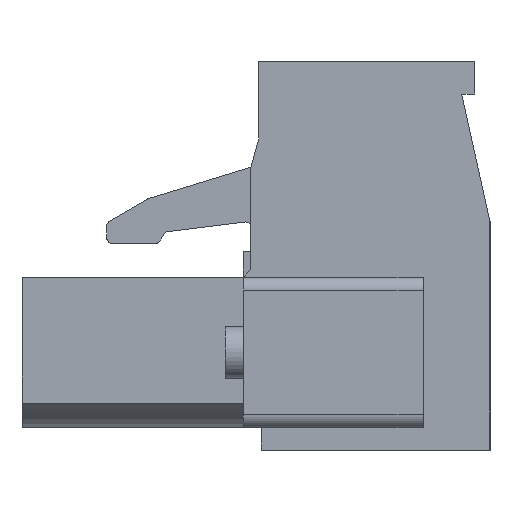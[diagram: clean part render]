
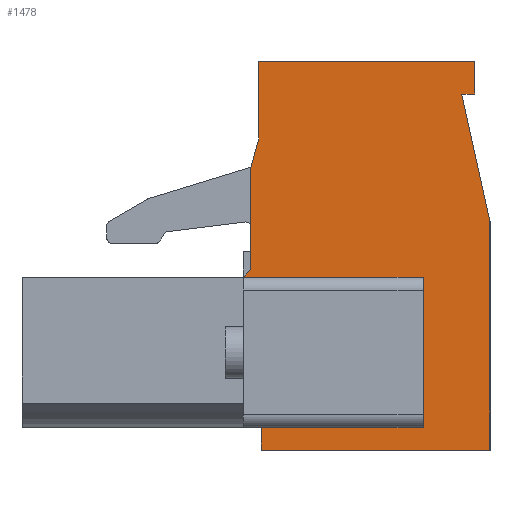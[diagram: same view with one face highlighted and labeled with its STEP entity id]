
A CAD part, left-side view. The second image highlights one B-rep face of the part: STEP entity #1478.
In plain terms, the highlighted planar face has unit normal (-1, 0, 0).
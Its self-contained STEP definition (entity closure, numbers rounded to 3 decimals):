
#1478 = ADVANCED_FACE( '', ( #3638 ), #3639, .T. );
#3638 = FACE_OUTER_BOUND( '', #6660, .T. );
#3639 = PLANE( '', #6661 );
#6660 = EDGE_LOOP( '', ( #10473, #10474, #10475, #10476, #10477, #10478, #10479, #10480, #10481, #10482, #10483, #10484, #10485, #10486 ) );
#6661 = AXIS2_PLACEMENT_3D( '', #10487, #10488, #10489 );
#10473 = ORIENTED_EDGE( '', *, *, #18834, .F. );
#10474 = ORIENTED_EDGE( '', *, *, #18835, .F. );
#10475 = ORIENTED_EDGE( '', *, *, #18836, .F. );
#10476 = ORIENTED_EDGE( '', *, *, #18827, .T. );
#10477 = ORIENTED_EDGE( '', *, *, #18389, .T. );
#10478 = ORIENTED_EDGE( '', *, *, #18837, .T. );
#10479 = ORIENTED_EDGE( '', *, *, #18838, .T. );
#10480 = ORIENTED_EDGE( '', *, *, #18839, .T. );
#10481 = ORIENTED_EDGE( '', *, *, #18840, .T. );
#10482 = ORIENTED_EDGE( '', *, *, #18841, .T. );
#10483 = ORIENTED_EDGE( '', *, *, #18842, .T. );
#10484 = ORIENTED_EDGE( '', *, *, #18843, .T. );
#10485 = ORIENTED_EDGE( '', *, *, #18844, .T. );
#10486 = ORIENTED_EDGE( '', *, *, #18845, .T. );
#10487 = CARTESIAN_POINT( '', ( -17.78, 0., 0. ) );
#10488 = DIRECTION( '', ( -1., 0., 0. ) );
#10489 = DIRECTION( '', ( 0., 0., 1. ) );
#18389 = EDGE_CURVE( '', #22120, #22121, #22122, .T. );
#18827 = EDGE_CURVE( '', #22889, #22120, #22890, .T. );
#18834 = EDGE_CURVE( '', #22900, #22901, #22902, .T. );
#18835 = EDGE_CURVE( '', #22903, #22900, #22904, .T. );
#18836 = EDGE_CURVE( '', #22889, #22903, #22905, .T. );
#18837 = EDGE_CURVE( '', #22121, #22906, #22907, .T. );
#18838 = EDGE_CURVE( '', #22906, #22908, #22909, .T. );
#18839 = EDGE_CURVE( '', #22908, #22910, #22911, .T. );
#18840 = EDGE_CURVE( '', #22910, #22912, #22913, .T. );
#18841 = EDGE_CURVE( '', #22912, #22914, #22915, .T. );
#18842 = EDGE_CURVE( '', #22914, #22916, #22917, .T. );
#18843 = EDGE_CURVE( '', #22916, #22918, #22919, .T. );
#18844 = EDGE_CURVE( '', #22918, #22920, #22921, .T. );
#18845 = EDGE_CURVE( '', #22920, #22901, #22922, .F. );
#22120 = VERTEX_POINT( '', #27496 );
#22121 = VERTEX_POINT( '', #27497 );
#22122 = LINE( '', #27498, #27499 );
#22889 = VERTEX_POINT( '', #28598 );
#22890 = LINE( '', #28599, #28600 );
#22900 = VERTEX_POINT( '', #28612 );
#22901 = VERTEX_POINT( '', #28613 );
#22902 = LINE( '', #28614, #28615 );
#22903 = VERTEX_POINT( '', #28616 );
#22904 = LINE( '', #28617, #28618 );
#22905 = LINE( '', #28619, #28620 );
#22906 = VERTEX_POINT( '', #28621 );
#22907 = LINE( '', #28622, #28623 );
#22908 = VERTEX_POINT( '', #28624 );
#22909 = LINE( '', #28625, #28626 );
#22910 = VERTEX_POINT( '', #28627 );
#22911 = LINE( '', #28628, #28629 );
#22912 = VERTEX_POINT( '', #28630 );
#22913 = LINE( '', #28631, #28632 );
#22914 = VERTEX_POINT( '', #28633 );
#22915 = LINE( '', #28634, #28635 );
#22916 = VERTEX_POINT( '', #28636 );
#22917 = LINE( '', #28637, #28638 );
#22918 = VERTEX_POINT( '', #28639 );
#22919 = LINE( '', #28640, #28641 );
#22920 = VERTEX_POINT( '', #28642 );
#22921 = LINE( '', #28643, #28644 );
#22922 = LINE( '', #28645, #28646 );
#27496 = CARTESIAN_POINT( '', ( -17.78, 4.45, -4.45 ) );
#27497 = CARTESIAN_POINT( '', ( -17.78, -4.45, -4.45 ) );
#27498 = CARTESIAN_POINT( '', ( -17.78, 4.45, -4.45 ) );
#27499 = VECTOR( '', #34226, 1000. );
#28598 = CARTESIAN_POINT( '', ( -17.78, 4.45, -3.575 ) );
#28599 = CARTESIAN_POINT( '', ( -17.78, 4.45, -3.575 ) );
#28600 = VECTOR( '', #34688, 1000. );
#28612 = CARTESIAN_POINT( '', ( -17.78, -1.85, 2.275 ) );
#28613 = CARTESIAN_POINT( '', ( -17.78, 5.15, 2.275 ) );
#28614 = CARTESIAN_POINT( '', ( -17.78, -1.85, 2.275 ) );
#28615 = VECTOR( '', #34697, 1000. );
#28616 = CARTESIAN_POINT( '', ( -17.78, -1.85, -3.575 ) );
#28617 = CARTESIAN_POINT( '', ( -17.78, -1.85, -3.575 ) );
#28618 = VECTOR( '', #34698, 1000. );
#28619 = CARTESIAN_POINT( '', ( -17.78, 5.15, -3.575 ) );
#28620 = VECTOR( '', #34699, 1000. );
#28621 = CARTESIAN_POINT( '', ( -17.78, -4.45, 4.45 ) );
#28622 = CARTESIAN_POINT( '', ( -17.78, -4.45, -4.45 ) );
#28623 = VECTOR( '', #34700, 1000. );
#28624 = CARTESIAN_POINT( '', ( -17.78, -3.35, 9.4 ) );
#28625 = CARTESIAN_POINT( '', ( -17.78, -4.45, 4.45 ) );
#28626 = VECTOR( '', #34701, 1000. );
#28627 = CARTESIAN_POINT( '', ( -17.78, -3.85, 9.4 ) );
#28628 = CARTESIAN_POINT( '', ( -17.78, -3.35, 9.4 ) );
#28629 = VECTOR( '', #34702, 1000. );
#28630 = CARTESIAN_POINT( '', ( -17.78, -3.85, 10.65 ) );
#28631 = CARTESIAN_POINT( '', ( -17.78, -3.85, 9.4 ) );
#28632 = VECTOR( '', #34703, 1000. );
#28633 = CARTESIAN_POINT( '', ( -17.78, 4.55, 10.65 ) );
#28634 = CARTESIAN_POINT( '', ( -17.78, -3.85, 10.65 ) );
#28635 = VECTOR( '', #34704, 1000. );
#28636 = CARTESIAN_POINT( '', ( -17.78, 4.55, 7.65 ) );
#28637 = CARTESIAN_POINT( '', ( -17.78, 4.55, 10.65 ) );
#28638 = VECTOR( '', #34705, 1000. );
#28639 = CARTESIAN_POINT( '', ( -17.78, 4.85, 6.55 ) );
#28640 = CARTESIAN_POINT( '', ( -17.78, 4.55, 7.65 ) );
#28641 = VECTOR( '', #34706, 1000. );
#28642 = CARTESIAN_POINT( '', ( -17.78, 4.85, 2.575 ) );
#28643 = CARTESIAN_POINT( '', ( -17.78, 4.85, 6.55 ) );
#28644 = VECTOR( '', #34707, 1000. );
#28645 = CARTESIAN_POINT( '', ( -17.78, 4.85, 2.575 ) );
#28646 = VECTOR( '', #34708, 1000. );
#34226 = DIRECTION( '', ( 0., -1., 0. ) );
#34688 = DIRECTION( '', ( 0., 0., -1. ) );
#34697 = DIRECTION( '', ( 0., 1., 0. ) );
#34698 = DIRECTION( '', ( 0., 0., 1. ) );
#34699 = DIRECTION( '', ( 0., -1., 0. ) );
#34700 = DIRECTION( '', ( 0., 0., 1. ) );
#34701 = DIRECTION( '', ( 0., 0.217, 0.976 ) );
#34702 = DIRECTION( '', ( 0., -1., 0. ) );
#34703 = DIRECTION( '', ( 0., 0., 1. ) );
#34704 = DIRECTION( '', ( 0., 1., 0. ) );
#34705 = DIRECTION( '', ( 0., 0., -1. ) );
#34706 = DIRECTION( '', ( 0., 0.263, -0.965 ) );
#34707 = DIRECTION( '', ( 0., 0., -1. ) );
#34708 = DIRECTION( '', ( 0., -0.707, 0.707 ) );
